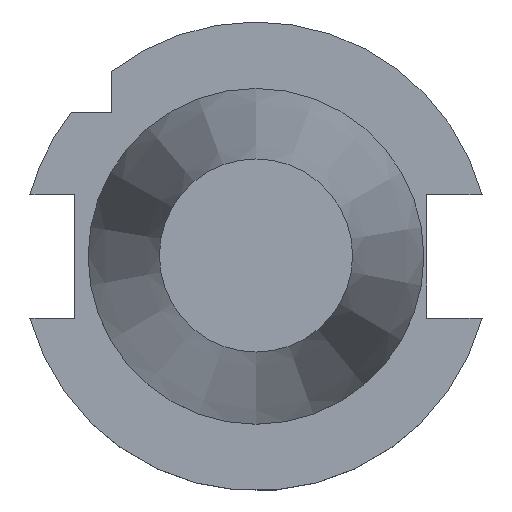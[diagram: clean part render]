
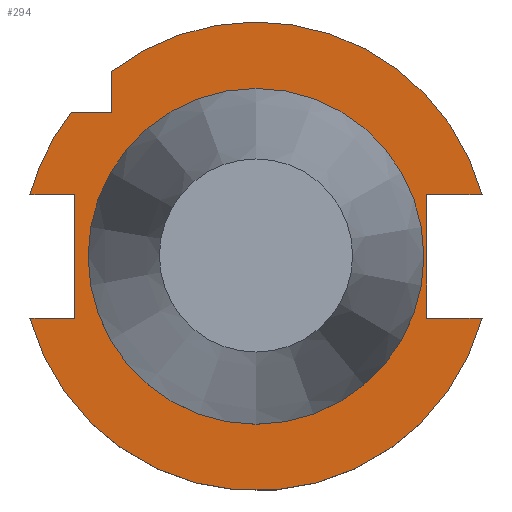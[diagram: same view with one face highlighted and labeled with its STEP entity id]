
A CAD part, top view. The second image highlights one B-rep face of the part: STEP entity #294.
In plain terms, the highlighted planar face has unit normal (0, 0, 1).
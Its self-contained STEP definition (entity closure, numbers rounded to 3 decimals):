
#175=EDGE_CURVE('240[2]',#529,#530,#531,.T.);
#179=EDGE_CURVE('240[2]',#536,#537,#538,.T.);
#188=EDGE_CURVE('240[2]',#552,#553,#554,.T.);
#267=EDGE_CURVE('240[2]',#669,#669,#670,.T.);
#294=ADVANCED_FACE('240[2]',(#711,#712),#713,.T.);
#359=EDGE_CURVE('240[2]',#559,#804,#805,.T.);
#394=EDGE_CURVE('240[2]',#843,#666,#850,.T.);
#403=EDGE_CURVE('240[2]',#600,#529,#861,.T.);
#408=EDGE_CURVE('240[2]',#552,#600,#867,.T.);
#418=EDGE_CURVE('240[2]',#843,#804,#877,.T.);
#429=EDGE_CURVE('240[2]',#537,#559,#889,.T.);
#431=EDGE_CURVE('240[2]',#666,#553,#891,.T.);
#474=EDGE_CURVE('240[2]',#536,#530,#944,.T.);
#529=VERTEX_POINT('',#1007);
#530=VERTEX_POINT('',#1008);
#531=LINE('',#1009,#1010);
#536=VERTEX_POINT('',#1017);
#537=VERTEX_POINT('',#1018);
#538=LINE('',#1019,#1020);
#552=VERTEX_POINT('',#1048);
#553=VERTEX_POINT('',#1049);
#554=CIRCLE('',#1050,48.75);
#559=VERTEX_POINT('',#1058);
#600=VERTEX_POINT('',#1125);
#666=VERTEX_POINT('',#1217);
#669=VERTEX_POINT('',#1222);
#670=CIRCLE('',#1223,34.925);
#711=FACE_BOUND('',#1280,.T.);
#712=FACE_OUTER_BOUND('',#1281,.T.);
#713=PLANE('',#1282);
#804=VERTEX_POINT('',#1497);
#805=LINE('',#1498,#1499);
#843=VERTEX_POINT('',#1550);
#850=LINE('',#1563,#1564);
#861=LINE('',#1589,#1590);
#867=LINE('',#1598,#1599);
#877=CIRCLE('',#1682,48.75);
#889=LINE('',#1709,#1710);
#891=LINE('',#1713,#1714);
#944=CIRCLE('',#1819,48.75);
#1007=CARTESIAN_POINT('',(-37.7,-12.85,-3.2));
#1008=CARTESIAN_POINT('',(-47.026,-12.85,-3.2));
#1009=CARTESIAN_POINT('',(-21.972,-12.85,-3.2));
#1010=VECTOR('',#1887,1.0);
#1017=CARTESIAN_POINT('',(47.026,-12.85,-3.2));
#1018=CARTESIAN_POINT('',(35.5,-12.85,-3.2));
#1019=CARTESIAN_POINT('',(21.422,-12.85,-3.2));
#1020=VECTOR('',#1891,1.0);
#1048=CARTESIAN_POINT('',(-47.026,12.85,-3.2));
#1049=CARTESIAN_POINT('',(-38.426,30.0,-3.2));
#1050=AXIS2_PLACEMENT_3D('',#1901,#1902,#1903);
#1058=CARTESIAN_POINT('',(35.5,12.85,-3.2));
#1125=CARTESIAN_POINT('',(-37.7,12.85,-3.2));
#1217=CARTESIAN_POINT('',(-30.0,30.0,-3.2));
#1222=CARTESIAN_POINT('',(0.,34.925,-3.2));
#1223=AXIS2_PLACEMENT_3D('',#2017,#2018,#2019);
#1280=EDGE_LOOP('',(#2062));
#1281=EDGE_LOOP('',(#2063,#2064,#2065,#2066,#2067,#2068,#2069,#2070,#2071,#2072,#2073));
#1282=AXIS2_PLACEMENT_3D('',#2074,#2075,#2076);
#1497=CARTESIAN_POINT('',(47.026,12.85,-3.2));
#1498=CARTESIAN_POINT('',(21.422,12.85,-3.2));
#1499=VECTOR('',#2190,1.0);
#1550=CARTESIAN_POINT('',(-30.0,38.426,-3.2));
#1563=CARTESIAN_POINT('',(-30.0,38.978,-3.2));
#1564=VECTOR('',#2258,1.0);
#1589=CARTESIAN_POINT('',(-37.7,20.919,-3.2));
#1590=VECTOR('',#2266,1.0);
#1598=CARTESIAN_POINT('',(-21.972,12.85,-3.2));
#1599=VECTOR('',#2275,1.0);
#1682=AXIS2_PLACEMENT_3D('',#2279,#2280,#2281);
#1709=CARTESIAN_POINT('',(35.5,20.919,-3.2));
#1710=VECTOR('',#2294,1.0);
#1713=CARTESIAN_POINT('',(-18.059,30.0,-3.2));
#1714=VECTOR('',#2295,1.0);
#1819=AXIS2_PLACEMENT_3D('',#2350,#2351,#2352);
#1887=DIRECTION('',(-1.0,0.,0.));
#1891=DIRECTION('',(-1.0,0.,0.));
#1901=CARTESIAN_POINT('',(0.,0.,-3.2));
#1902=DIRECTION('',(0.,0.,-1.0));
#1903=DIRECTION('',(0.,1.0,0.));
#2017=CARTESIAN_POINT('',(0.,0.,-3.2));
#2018=DIRECTION('',(0.,0.,-1.0));
#2019=DIRECTION('',(0.,1.0,0.));
#2062=ORIENTED_EDGE('',*,*,#267,.T.);
#2063=ORIENTED_EDGE('',*,*,#394,.T.);
#2064=ORIENTED_EDGE('',*,*,#431,.T.);
#2065=ORIENTED_EDGE('',*,*,#188,.F.);
#2066=ORIENTED_EDGE('',*,*,#408,.T.);
#2067=ORIENTED_EDGE('',*,*,#403,.T.);
#2068=ORIENTED_EDGE('',*,*,#175,.T.);
#2069=ORIENTED_EDGE('',*,*,#474,.F.);
#2070=ORIENTED_EDGE('',*,*,#179,.T.);
#2071=ORIENTED_EDGE('',*,*,#429,.T.);
#2072=ORIENTED_EDGE('',*,*,#359,.T.);
#2073=ORIENTED_EDGE('',*,*,#418,.F.);
#2074=CARTESIAN_POINT('',(0.,41.838,-3.2));
#2075=DIRECTION('',(0.,0.,1.0));
#2076=DIRECTION('',(0.,-1.0,0.));
#2190=DIRECTION('',(1.0,0.,0.));
#2258=DIRECTION('',(0.0,-1.0,0.));
#2266=DIRECTION('',(0.0,-1.0,0.));
#2275=DIRECTION('',(1.0,0.,0.));
#2279=CARTESIAN_POINT('',(0.,0.,-3.2));
#2280=DIRECTION('',(0.,0.,-1.0));
#2281=DIRECTION('',(0.,1.0,0.));
#2294=DIRECTION('',(0.0,1.0,0.));
#2295=DIRECTION('',(-1.0,0.0,0.));
#2350=CARTESIAN_POINT('',(0.,0.,-3.2));
#2351=DIRECTION('',(0.,0.,-1.0));
#2352=DIRECTION('',(0.,1.0,0.));
